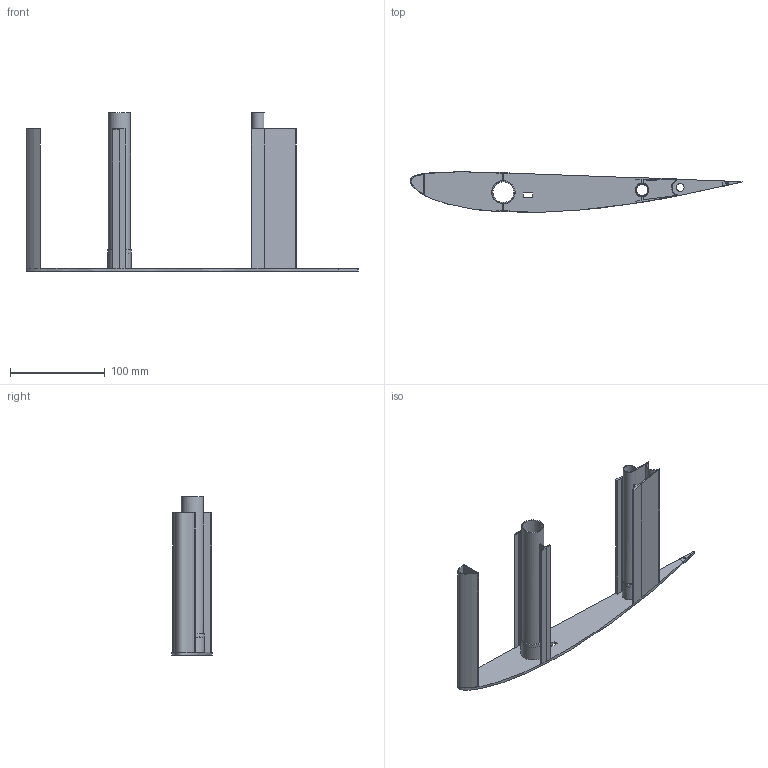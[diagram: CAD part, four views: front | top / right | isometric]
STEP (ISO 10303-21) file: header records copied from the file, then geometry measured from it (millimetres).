
FILE_DESCRIPTION(/* description */ (''),/* implementation_level */ '2;1');
FILE_NAME(/* name */ 'Wing_R_07_Aileron_Start.step',/* time_stamp */ '2026-02-09T03:56:06+03:30',/* author */ (''),/* organization */ (''),/* preprocessor_version */ 'ST-DEVELOPER v20.1',/* originating_system */ 'Autodesk Translation Framework v14.21.0.0',/* authorisation */ '');
FILE_SCHEMA (('AUTOMOTIVE_DESIGN { 1 0 10303 214 3 1 1 }'));
Length unit declared in the file: millimetre
Products named in the file (1): 2025-09-13-16-17-17-192
Bounding box: 350.23 x 42.65 x 167 mm (x, y, z)
Volume: 78431.5 mm3; surface area: 124098.6 mm2
Topology: 2 solids, 2 shells, 85 faces, 226 edges, 146 vertices
Faces by surface type: plane 45, bspline 19, cylinder 15, cone 6
Full cylindrical faces by diameter (mm): 2.5 x2, 8.2 x1, 12 x1, 13.3 x1, 13.6 x1, 22 x1, 23.5 x1, 23.8 x1
Entity records: 9260 total; most frequent: CARTESIAN_POINT 7171, ORIENTED_EDGE 452, DIRECTION 370, EDGE_CURVE 226, LINE 146, VECTOR 146, VERTEX_POINT 146, AXIS2_PLACEMENT_3D 112
